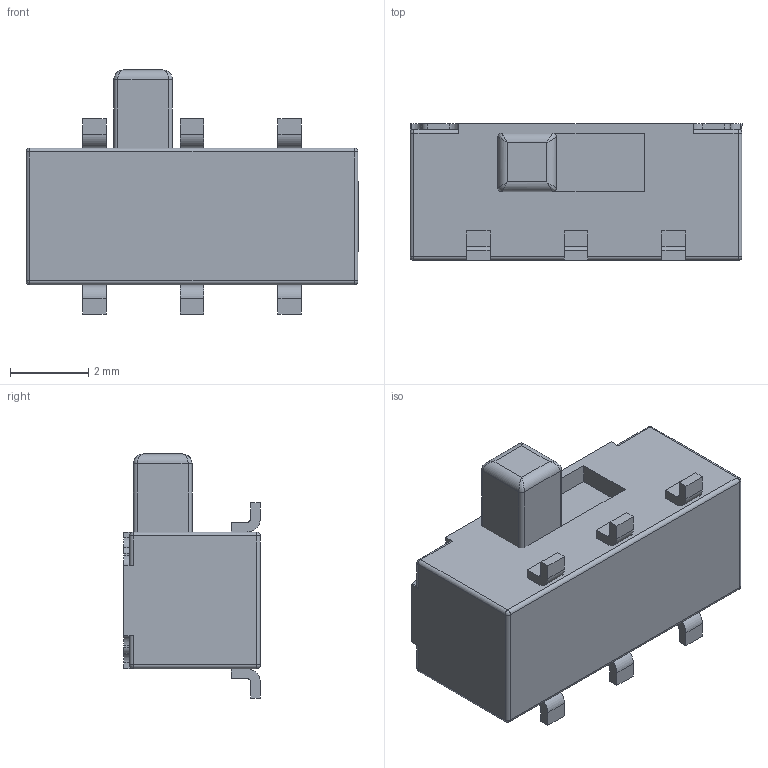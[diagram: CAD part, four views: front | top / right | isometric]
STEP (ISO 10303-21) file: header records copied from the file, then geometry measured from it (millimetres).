
FILE_DESCRIPTION (( 'STEP AP214' ), '1' );
FILE_NAME ('CL-SB-22B-11.STEP', '2015-08-23T18:12:51', ( '' ), ( '' ), 'SwSTEP 2.0', 'SolidWorks 2015', '' );
FILE_SCHEMA (( 'AUTOMOTIVE_DESIGN' ));
Length unit declared in the file: millimetre
Products named in the file (1): CL-SB-22B-11
Bounding box: 8.5 x 3.5 x 6.25 mm (x, y, z)
Volume: 107.6 mm3; surface area: 176.9 mm2
Topology: 5 solids, 5 shells, 142 faces, 360 edges, 220 vertices
Faces by surface type: plane 82, cylinder 48, sphere 8, bspline 4
Entity records: 5614 total; most frequent: CARTESIAN_POINT 851, DIRECTION 702, ORIENTED_EDGE 696, EDGE_CURVE 348, VECTOR 248, LINE 248, AXIS2_PLACEMENT_3D 227, VERTEX_POINT 220
